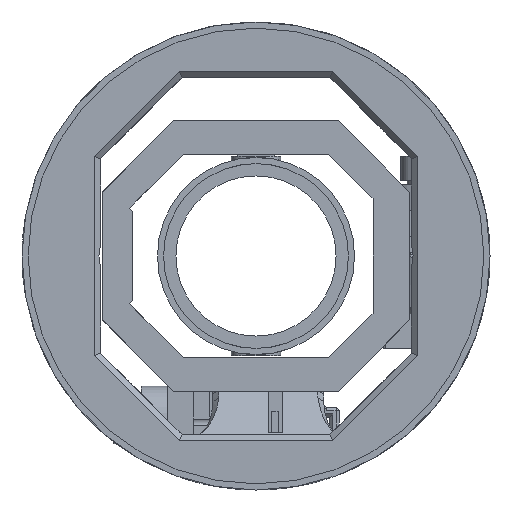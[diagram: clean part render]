
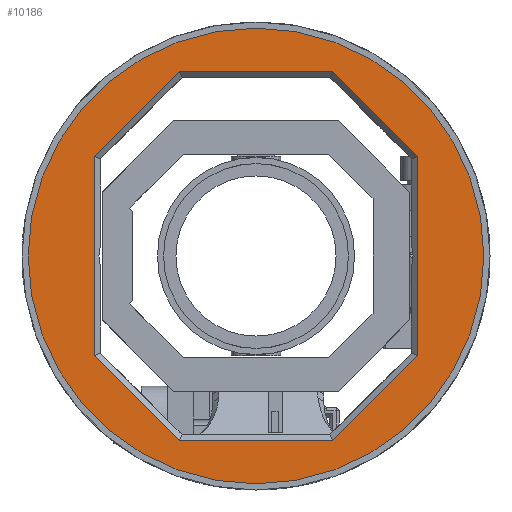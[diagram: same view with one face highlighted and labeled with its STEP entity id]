
A CAD part, front view. The second image highlights one B-rep face of the part: STEP entity #10186.
In plain terms, the highlighted planar face has unit normal (0, -1, 0).
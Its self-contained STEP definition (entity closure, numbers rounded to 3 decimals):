
#475=FACE_BOUND('',#2047,.T.);
#873=PLANE('',#10909);
#1411=FACE_OUTER_BOUND('',#2046,.T.);
#2046=EDGE_LOOP('',(#9385));
#2047=EDGE_LOOP('',(#9386,#9387,#9388,#9389,#9390,#9391,#9392,#9393));
#3081=LINE('',#18342,#4105);
#3084=LINE('',#18347,#4108);
#3087=LINE('',#18353,#4111);
#3089=LINE('',#18357,#4113);
#3092=LINE('',#18361,#4116);
#3093=LINE('',#18364,#4117);
#3095=LINE('',#18368,#4119);
#3097=LINE('',#18371,#4121);
#4105=VECTOR('',#13211,10.);
#4108=VECTOR('',#13216,10.);
#4111=VECTOR('',#13221,10.);
#4113=VECTOR('',#13225,10.);
#4116=VECTOR('',#13230,10.);
#4117=VECTOR('',#13233,10.);
#4119=VECTOR('',#13237,10.);
#4121=VECTOR('',#13241,10.);
#4302=CIRCLE('',#10910,37.);
#5192=VERTEX_POINT('',#18340);
#5193=VERTEX_POINT('',#18341);
#5194=VERTEX_POINT('',#18346);
#5195=VERTEX_POINT('',#18350);
#5196=VERTEX_POINT('',#18352);
#5197=VERTEX_POINT('',#18356);
#5198=VERTEX_POINT('',#18363);
#5199=VERTEX_POINT('',#18367);
#5200=VERTEX_POINT('',#18373);
#6608=EDGE_CURVE('',#5192,#5193,#3081,.T.);
#6611=EDGE_CURVE('',#5193,#5194,#3084,.T.);
#6614=EDGE_CURVE('',#5195,#5196,#3087,.T.);
#6616=EDGE_CURVE('',#5194,#5197,#3089,.T.);
#6619=EDGE_CURVE('',#5197,#5195,#3092,.T.);
#6620=EDGE_CURVE('',#5196,#5198,#3093,.T.);
#6622=EDGE_CURVE('',#5198,#5199,#3095,.T.);
#6624=EDGE_CURVE('',#5199,#5192,#3097,.T.);
#6625=EDGE_CURVE('',#5200,#5200,#4302,.T.);
#9385=ORIENTED_EDGE('',*,*,#6625,.T.);
#9386=ORIENTED_EDGE('',*,*,#6614,.F.);
#9387=ORIENTED_EDGE('',*,*,#6619,.F.);
#9388=ORIENTED_EDGE('',*,*,#6616,.F.);
#9389=ORIENTED_EDGE('',*,*,#6611,.F.);
#9390=ORIENTED_EDGE('',*,*,#6608,.F.);
#9391=ORIENTED_EDGE('',*,*,#6624,.F.);
#9392=ORIENTED_EDGE('',*,*,#6622,.F.);
#9393=ORIENTED_EDGE('',*,*,#6620,.F.);
#10186=ADVANCED_FACE('',(#1411,#475),#873,.F.);
#10909=AXIS2_PLACEMENT_3D('',#18372,#13242,#13243);
#10910=AXIS2_PLACEMENT_3D('',#18374,#13244,#13245);
#13211=DIRECTION('',(0.707,0.,-0.707));
#13216=DIRECTION('',(1.,0.,0.));
#13221=DIRECTION('',(-0.707,0.,0.707));
#13225=DIRECTION('',(0.707,0.,0.707));
#13230=DIRECTION('',(0.,0.,1.));
#13233=DIRECTION('',(-1.,0.,0.));
#13237=DIRECTION('',(-0.707,0.,-0.707));
#13241=DIRECTION('',(0.,0.,-1.));
#13242=DIRECTION('center_axis',(0.,1.,0.));
#13243=DIRECTION('ref_axis',(1.,0.,0.));
#13244=DIRECTION('center_axis',(0.,-1.,0.));
#13245=DIRECTION('ref_axis',(1.,0.,0.));
#18340=CARTESIAN_POINT('',(-26.25,0.,-16.176));
#18341=CARTESIAN_POINT('',(-12.426,0.,-30.));
#18342=CARTESIAN_POINT('',(-23.585,0.,-18.841));
#18346=CARTESIAN_POINT('',(12.426,0.,-30.));
#18347=CARTESIAN_POINT('',(4.,0.,-30.));
#18350=CARTESIAN_POINT('',(26.25,0.,16.176));
#18352=CARTESIAN_POINT('',(12.426,0.,30.));
#18353=CARTESIAN_POINT('',(23.585,0.,18.841));
#18356=CARTESIAN_POINT('',(26.25,0.,-16.176));
#18357=CARTESIAN_POINT('',(16.966,0.,-25.46));
#18361=CARTESIAN_POINT('',(26.25,0.,-7.881));
#18363=CARTESIAN_POINT('',(-12.426,0.,30.));
#18364=CARTESIAN_POINT('',(6.006,0.,30.));
#18367=CARTESIAN_POINT('',(-26.25,0.,16.176));
#18368=CARTESIAN_POINT('',(-16.966,0.,25.46));
#18371=CARTESIAN_POINT('',(-26.25,0.,7.881));
#18372=CARTESIAN_POINT('Origin',(0.,0.,0.));
#18373=CARTESIAN_POINT('',(-37.,0.,0.));
#18374=CARTESIAN_POINT('Origin',(0.,0.,0.));
